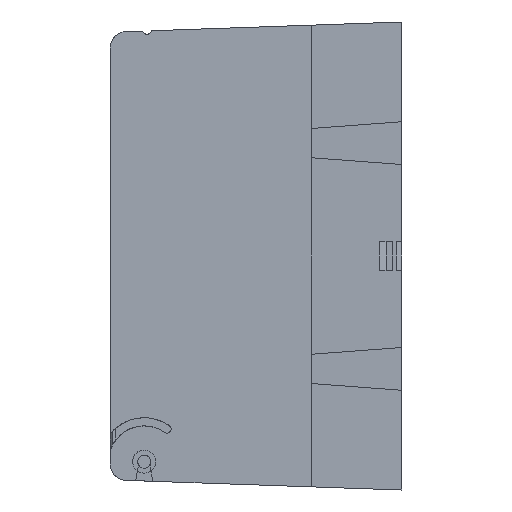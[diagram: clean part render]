
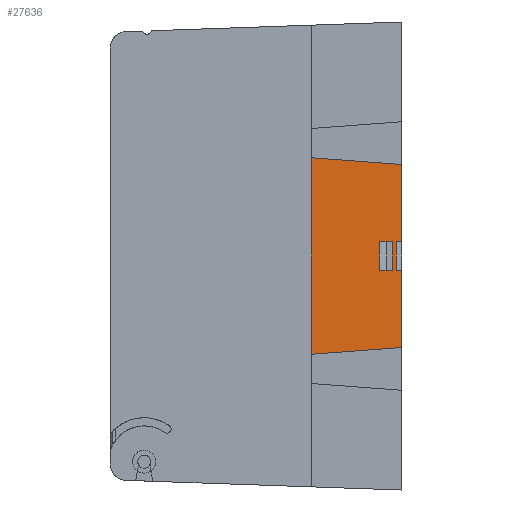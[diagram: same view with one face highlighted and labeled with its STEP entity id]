
A CAD part, left-side view. The second image highlights one B-rep face of the part: STEP entity #27636.
In plain terms, the highlighted planar face has unit normal (-1, 0, 0).
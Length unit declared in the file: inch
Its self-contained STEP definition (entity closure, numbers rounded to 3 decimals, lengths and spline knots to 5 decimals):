
#2306 = CARTESIAN_POINT ( 'NONE',  ( -6.525, 0., 1.115 ) ) ;
#2752 = EDGE_CURVE ( 'NONE', #20240, #17947, #11125, .T. ) ;
#3448 = CARTESIAN_POINT ( 'NONE',  ( -6.525, 0., 0.175 ) ) ;
#4078 = DIRECTION ( 'NONE',  ( 0., 0., 1. ) ) ;
#5969 = DIRECTION ( 'NONE',  ( 0., 0., 1. ) ) ;
#6466 = VERTEX_POINT ( 'NONE', #18880 ) ;
#7330 = CARTESIAN_POINT ( 'NONE',  ( -6.525, 0., -0.175 ) ) ;
#7443 = CARTESIAN_POINT ( 'NONE',  ( -6.525, 0., 6.44233 ) ) ;
#7554 = DIRECTION ( 'NONE',  ( 0., 0., 1. ) ) ;
#8377 = ORIENTED_EDGE ( 'NONE', *, *, #42361, .F. ) ;
#8861 = VECTOR ( 'NONE', #68956, 39.37008 ) ;
#9064 = VERTEX_POINT ( 'NONE', #12054 ) ;
#9436 = CARTESIAN_POINT ( 'NONE',  ( -6.525, 0.065, -0.175 ) ) ;
#9459 = EDGE_CURVE ( 'NONE', #72044, #73543, #63498, .T. ) ;
#9784 = VECTOR ( 'NONE', #32779, 39.37008 ) ;
#11044 = VECTOR ( 'NONE', #7554, 39.37008 ) ;
#11125 = LINE ( 'NONE', #9436, #11044 ) ;
#11869 = DIRECTION ( 'NONE',  ( 0., 0., -1. ) ) ;
#12054 = CARTESIAN_POINT ( 'NONE',  ( -6.525, 1.1, -1.19653 ) ) ;
#12891 = LINE ( 'NONE', #36674, #76315 ) ;
#13040 = CARTESIAN_POINT ( 'NONE',  ( -6.525, 0., -1.115 ) ) ;
#13096 = LINE ( 'NONE', #2306, #76509 ) ;
#15587 = VECTOR ( 'NONE', #18324, 39.37008 ) ;
#15765 = CARTESIAN_POINT ( 'NONE',  ( -6.525, 0., 1.115 ) ) ;
#15905 = EDGE_CURVE ( 'NONE', #20240, #46086, #65334, .T. ) ;
#17947 = VERTEX_POINT ( 'NONE', #22293 ) ;
#18324 = DIRECTION ( 'NONE',  ( 0., -1., 0. ) ) ;
#18880 = CARTESIAN_POINT ( 'NONE',  ( -6.525, 0.26794, 0.175 ) ) ;
#19876 = CARTESIAN_POINT ( 'NONE',  ( -6.525, 0.26794, -0.175 ) ) ;
#20240 = VERTEX_POINT ( 'NONE', #30388 ) ;
#20490 = FACE_OUTER_BOUND ( 'NONE', #48213, .T. ) ;
#21309 = EDGE_CURVE ( 'NONE', #52417, #6466, #12891, .T. ) ;
#22153 = PLANE ( 'NONE',  #58730 ) ;
#22293 = CARTESIAN_POINT ( 'NONE',  ( -6.525, 0.065, 0.175 ) ) ;
#22729 = CARTESIAN_POINT ( 'NONE',  ( -6.525, 0., -0.175 ) ) ;
#23129 = CARTESIAN_POINT ( 'NONE',  ( -6.525, 0.115, -0.175 ) ) ;
#26126 = LINE ( 'NONE', #63340, #9784 ) ;
#26171 = CARTESIAN_POINT ( 'NONE',  ( -6.525, 0., 6.44233 ) ) ;
#27636 = ADVANCED_FACE ( 'NONE', ( #20490, #67538 ), #22153, .F. ) ;
#28013 = ORIENTED_EDGE ( 'NONE', *, *, #15905, .F. ) ;
#28871 = CARTESIAN_POINT ( 'NONE',  ( -6.525, 0., 6.44233 ) ) ;
#29197 = ORIENTED_EDGE ( 'NONE', *, *, #2752, .T. ) ;
#30388 = CARTESIAN_POINT ( 'NONE',  ( -6.525, 0.065, -0.175 ) ) ;
#31471 = LINE ( 'NONE', #43097, #78448 ) ;
#32779 = DIRECTION ( 'NONE',  ( 0., -1., 0. ) ) ;
#33290 = ORIENTED_EDGE ( 'NONE', *, *, #45402, .T. ) ;
#35059 = DIRECTION ( 'NONE',  ( 0., 0., -1. ) ) ;
#36046 = CARTESIAN_POINT ( 'NONE',  ( -6.525, 0., 0.175 ) ) ;
#36674 = CARTESIAN_POINT ( 'NONE',  ( -6.525, 0.26794, -0.175 ) ) ;
#37431 = ORIENTED_EDGE ( 'NONE', *, *, #65545, .F. ) ;
#40617 = LINE ( 'NONE', #48729, #73162 ) ;
#40990 = CARTESIAN_POINT ( 'NONE',  ( -6.525, 0.115, -0.175 ) ) ;
#41540 = ORIENTED_EDGE ( 'NONE', *, *, #67772, .F. ) ;
#42361 = EDGE_CURVE ( 'NONE', #46086, #45738, #43538, .T. ) ;
#43015 = LINE ( 'NONE', #3448, #75538 ) ;
#43097 = CARTESIAN_POINT ( 'NONE',  ( -6.525, -0.55706, -1.07371 ) ) ;
#43538 = LINE ( 'NONE', #7443, #8861 ) ;
#44209 = DIRECTION ( 'NONE',  ( 0., -1., 0. ) ) ;
#44747 = DIRECTION ( 'NONE',  ( 0., 0., -1. ) ) ;
#45356 = ORIENTED_EDGE ( 'NONE', *, *, #73219, .T. ) ;
#45402 = EDGE_CURVE ( 'NONE', #17947, #49088, #43015, .T. ) ;
#45738 = VERTEX_POINT ( 'NONE', #13040 ) ;
#46086 = VERTEX_POINT ( 'NONE', #22729 ) ;
#46484 = DIRECTION ( 'NONE',  ( 0., -1., 0. ) ) ;
#46964 = VERTEX_POINT ( 'NONE', #57501 ) ;
#48213 = EDGE_LOOP ( 'NONE', ( #8377, #28013, #29197, #33290, #37431, #41540, #45356, #49106 ) ) ;
#48729 = CARTESIAN_POINT ( 'NONE',  ( -6.525, 1.1, 6.44233 ) ) ;
#49088 = VERTEX_POINT ( 'NONE', #36046 ) ;
#49106 = ORIENTED_EDGE ( 'NONE', *, *, #65762, .T. ) ;
#49409 = EDGE_CURVE ( 'NONE', #6466, #73543, #26126, .T. ) ;
#52417 = VERTEX_POINT ( 'NONE', #19876 ) ;
#52932 = CARTESIAN_POINT ( 'NONE',  ( -6.525, 0.115, -0.175 ) ) ;
#53454 = ORIENTED_EDGE ( 'NONE', *, *, #54422, .F. ) ;
#54422 = EDGE_CURVE ( 'NONE', #52417, #72044, #64592, .T. ) ;
#57309 = ORIENTED_EDGE ( 'NONE', *, *, #21309, .T. ) ;
#57501 = CARTESIAN_POINT ( 'NONE',  ( -6.525, 1.1, 1.19653 ) ) ;
#58730 = AXIS2_PLACEMENT_3D ( 'NONE', #28871, #71765, #35059 ) ;
#58889 = CARTESIAN_POINT ( 'NONE',  ( -6.525, 0.115, 0.175 ) ) ;
#59856 = VERTEX_POINT ( 'NONE', #15765 ) ;
#61538 = DIRECTION ( 'NONE',  ( 0., -0.997, 0.074 ) ) ;
#61563 = ORIENTED_EDGE ( 'NONE', *, *, #49409, .T. ) ;
#63340 = CARTESIAN_POINT ( 'NONE',  ( -6.525, 0.115, 0.175 ) ) ;
#63498 = LINE ( 'NONE', #40990, #63656 ) ;
#63656 = VECTOR ( 'NONE', #4078, 39.37008 ) ;
#64592 = LINE ( 'NONE', #52932, #15587 ) ;
#65334 = LINE ( 'NONE', #7330, #65410 ) ;
#65410 = VECTOR ( 'NONE', #44209, 39.37008 ) ;
#65545 = EDGE_CURVE ( 'NONE', #59856, #49088, #76621, .T. ) ;
#65575 = ORIENTED_EDGE ( 'NONE', *, *, #9459, .F. ) ;
#65762 = EDGE_CURVE ( 'NONE', #9064, #45738, #31471, .T. ) ;
#67538 = FACE_BOUND ( 'NONE', #71208, .T. ) ;
#67772 = EDGE_CURVE ( 'NONE', #46964, #59856, #13096, .T. ) ;
#68674 = DIRECTION ( 'NONE',  ( 0., -0.997, -0.074 ) ) ;
#68956 = DIRECTION ( 'NONE',  ( 0., 0., -1. ) ) ;
#71208 = EDGE_LOOP ( 'NONE', ( #53454, #57309, #61563, #65575 ) ) ;
#71765 = DIRECTION ( 'NONE',  ( 1., 0., 0. ) ) ;
#72044 = VERTEX_POINT ( 'NONE', #23129 ) ;
#73162 = VECTOR ( 'NONE', #11869, 39.37008 ) ;
#73219 = EDGE_CURVE ( 'NONE', #46964, #9064, #40617, .T. ) ;
#73543 = VERTEX_POINT ( 'NONE', #58889 ) ;
#74652 = VECTOR ( 'NONE', #44747, 39.37008 ) ;
#75538 = VECTOR ( 'NONE', #46484, 39.37008 ) ;
#76315 = VECTOR ( 'NONE', #5969, 39.37008 ) ;
#76509 = VECTOR ( 'NONE', #68674, 39.37008 ) ;
#76621 = LINE ( 'NONE', #26171, #74652 ) ;
#78448 = VECTOR ( 'NONE', #61538, 39.37008 ) ;
